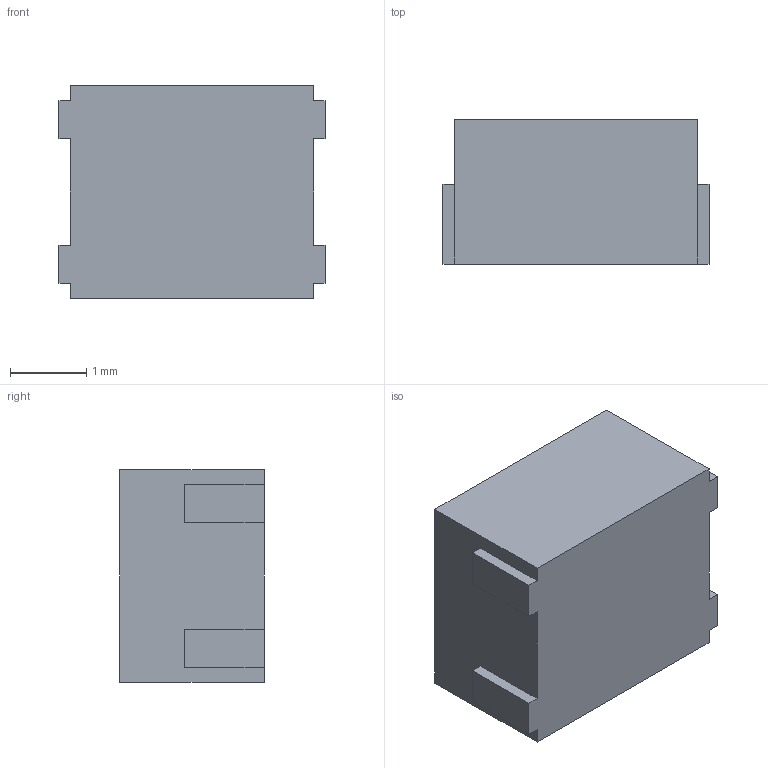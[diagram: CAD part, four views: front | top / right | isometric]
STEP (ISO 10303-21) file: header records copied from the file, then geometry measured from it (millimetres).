
FILE_DESCRIPTION (( 'STEP AP203' ), '1' );
FILE_NAME ('LED_RGB_3528-4RGB- 10026.STEP', '2018-04-30T09:38:55', ( '' ), ( '' ), 'SwSTEP 2.0', 'SolidWorks 2017', '' );
FILE_SCHEMA (( 'CONFIG_CONTROL_DESIGN' ));
Length unit declared in the file: millimetre
Products named in the file (1): LED_RGB_3528-4RGB- 10026
Bounding box: 3.5 x 1.9 x 2.8 mm (x, y, z)
Volume: 16.5 mm3; surface area: 44 mm2
Topology: 1 solids, 1 shells, 25 faces, 66 edges, 44 vertices
Faces by surface type: plane 23, cylinder 2
Entity records: 841 total; most frequent: CARTESIAN_POINT 136, ORIENTED_EDGE 132, DIRECTION 122, EDGE_CURVE 66, VECTOR 62, LINE 62, VERTEX_POINT 44, AXIS2_PLACEMENT_3D 30
